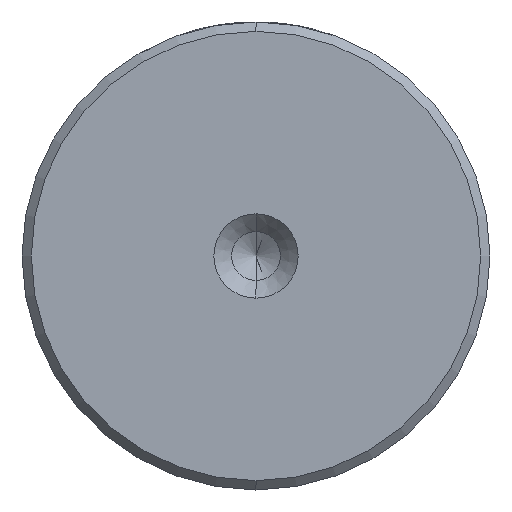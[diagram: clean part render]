
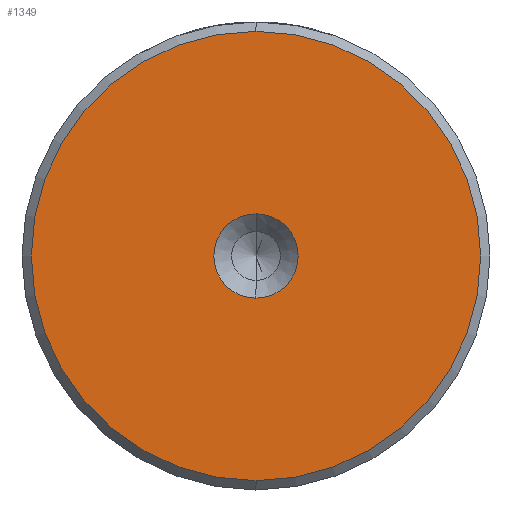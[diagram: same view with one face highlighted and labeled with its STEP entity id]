
A CAD part, left-side view. The second image highlights one B-rep face of the part: STEP entity #1349.
In plain terms, the highlighted planar face has unit normal (-1, 0, 0).
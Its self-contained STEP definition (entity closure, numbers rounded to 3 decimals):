
#14 = DIRECTION ( 'NONE',  ( -1., 0., 0. ) ) ;
#249 = ORIENTED_EDGE ( 'NONE', *, *, #1812, .F. ) ;
#269 = VERTEX_POINT ( 'NONE', #379 ) ;
#276 = FACE_OUTER_BOUND ( 'NONE', #1130, .T. ) ;
#332 = AXIS2_PLACEMENT_3D ( 'NONE', #1541, #14, #1793 ) ;
#379 = CARTESIAN_POINT ( 'NONE',  ( 0., 0., -12. ) ) ;
#392 = CIRCLE ( 'NONE', #2643, 12. ) ;
#529 = FACE_BOUND ( 'NONE', #1279, .T. ) ;
#581 = PLANE ( 'NONE',  #3243 ) ;
#635 = CARTESIAN_POINT ( 'NONE',  ( 0., 0., 0. ) ) ;
#739 = AXIS2_PLACEMENT_3D ( 'NONE', #2910, #1413, #3159 ) ;
#888 = DIRECTION ( 'NONE',  ( 0., 0., 1. ) ) ;
#922 = CARTESIAN_POINT ( 'NONE',  ( 0., 0., -2.25 ) ) ;
#932 = DIRECTION ( 'NONE',  ( -1., 0., 0. ) ) ;
#1043 = VERTEX_POINT ( 'NONE', #1379 ) ;
#1103 = EDGE_CURVE ( 'NONE', #1043, #269, #392, .T. ) ;
#1130 = EDGE_LOOP ( 'NONE', ( #1983, #2919 ) ) ;
#1279 = EDGE_LOOP ( 'NONE', ( #1607, #249 ) ) ;
#1349 = ADVANCED_FACE ( 'NONE', ( #276, #529 ), #581, .T. ) ;
#1363 = DIRECTION ( 'NONE',  ( -1., 0., 0. ) ) ;
#1379 = CARTESIAN_POINT ( 'NONE',  ( 0., 0., 12. ) ) ;
#1413 = DIRECTION ( 'NONE',  ( -1., 0., 0. ) ) ;
#1519 = EDGE_CURVE ( 'NONE', #2378, #2633, #3195, .T. ) ;
#1541 = CARTESIAN_POINT ( 'NONE',  ( 0., 0., 0. ) ) ;
#1607 = ORIENTED_EDGE ( 'NONE', *, *, #1519, .F. ) ;
#1783 = CARTESIAN_POINT ( 'NONE',  ( 0., 0., 2.25 ) ) ;
#1793 = DIRECTION ( 'NONE',  ( 0., 0., 1. ) ) ;
#1804 = CIRCLE ( 'NONE', #332, 2.25 ) ;
#1812 = EDGE_CURVE ( 'NONE', #2633, #2378, #1804, .T. ) ;
#1983 = ORIENTED_EDGE ( 'NONE', *, *, #3270, .T. ) ;
#2378 = VERTEX_POINT ( 'NONE', #1783 ) ;
#2426 = DIRECTION ( 'NONE',  ( -1., 0., 0. ) ) ;
#2464 = CIRCLE ( 'NONE', #739, 12. ) ;
#2465 = CARTESIAN_POINT ( 'NONE',  ( 0., 0., 0. ) ) ;
#2633 = VERTEX_POINT ( 'NONE', #922 ) ;
#2643 = AXIS2_PLACEMENT_3D ( 'NONE', #635, #2426, #888 ) ;
#2701 = DIRECTION ( 'NONE',  ( 0., 0., 1. ) ) ;
#2910 = CARTESIAN_POINT ( 'NONE',  ( 0., 0., 0. ) ) ;
#2919 = ORIENTED_EDGE ( 'NONE', *, *, #1103, .T. ) ;
#3001 = AXIS2_PLACEMENT_3D ( 'NONE', #2465, #932, #2701 ) ;
#3088 = CARTESIAN_POINT ( 'NONE',  ( 0., 0., 0. ) ) ;
#3102 = DIRECTION ( 'NONE',  ( 0., 0., 1. ) ) ;
#3159 = DIRECTION ( 'NONE',  ( 0., 0., 1. ) ) ;
#3195 = CIRCLE ( 'NONE', #3001, 2.25 ) ;
#3243 = AXIS2_PLACEMENT_3D ( 'NONE', #3088, #1363, #3102 ) ;
#3270 = EDGE_CURVE ( 'NONE', #269, #1043, #2464, .T. ) ;
